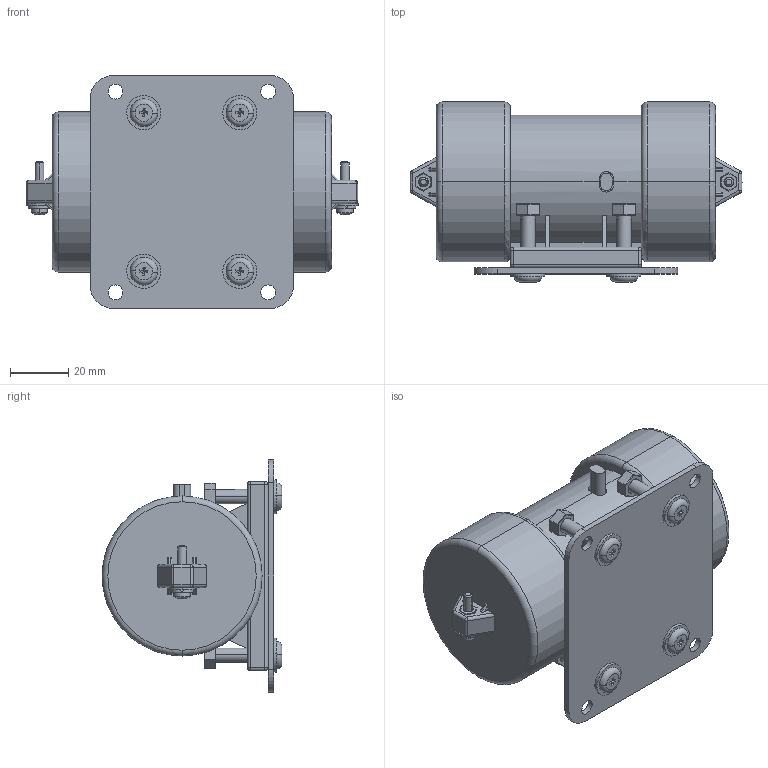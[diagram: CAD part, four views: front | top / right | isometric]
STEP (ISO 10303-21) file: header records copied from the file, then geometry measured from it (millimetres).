
FILE_DESCRIPTION (( 'STEP AP203' ), '1' );
FILE_NAME ('MM55 with mounting plate.STEP', '2019-04-30T07:38:56', ( 'admin' ), ( 'Hewlett-Packard Company' ), 'SwSTEP 2.0', 'SolidWorks 2018', '' );
FILE_SCHEMA (( 'CONFIG_CONTROL_DESIGN' ));
Length unit declared in the file: millimetre
Products named in the file (1): MM55 with mounting plate
Bounding box: 114.1 x 61.83 x 80 mm (x, y, z)
Volume: 232105.6 mm3; surface area: 42690.1 mm2
Topology: 2 solids, 2 shells, 541 faces, 1366 edges, 858 vertices
Faces by surface type: plane 254, cylinder 215, cone 36, sphere 20, torus 16
Entity records: 16307 total; most frequent: CARTESIAN_POINT 3330, ORIENTED_EDGE 2716, DIRECTION 2692, EDGE_CURVE 1358, AXIS2_PLACEMENT_3D 942, VERTEX_POINT 858, VECTOR 808, LINE 808
